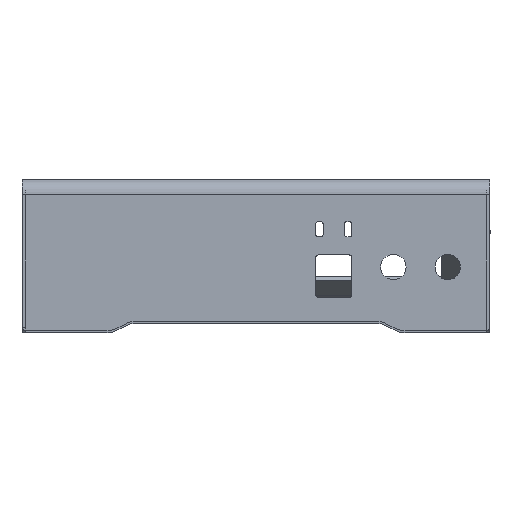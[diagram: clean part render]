
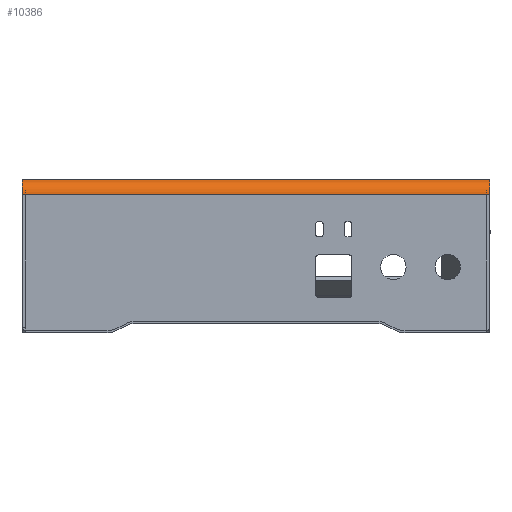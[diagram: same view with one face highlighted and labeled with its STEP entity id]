
A CAD part, top view. The second image highlights one B-rep face of the part: STEP entity #10386.
In plain terms, the highlighted cylindrical face has radius 5 mm (diameter 10 mm), a partial arc.
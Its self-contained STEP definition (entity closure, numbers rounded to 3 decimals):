
#89 = VERTEX_POINT ( 'NONE', #4886 ) ;
#1315 = EDGE_CURVE ( 'NONE', #8890, #3214, #10981, .T. ) ;
#2039 = AXIS2_PLACEMENT_3D ( 'NONE', #2990, #6065, #5982 ) ;
#2256 = CARTESIAN_POINT ( 'NONE',  ( -155., 50., -5. ) ) ;
#2581 = ORIENTED_EDGE ( 'NONE', *, *, #8030, .F. ) ;
#2673 = CIRCLE ( 'NONE', #6980, 5. ) ;
#2990 = CARTESIAN_POINT ( 'NONE',  ( 0., 45., -5. ) ) ;
#3214 = VERTEX_POINT ( 'NONE', #9383 ) ;
#3537 = ORIENTED_EDGE ( 'NONE', *, *, #1315, .T. ) ;
#4209 = CIRCLE ( 'NONE', #2039, 5. ) ;
#4610 = CARTESIAN_POINT ( 'NONE',  ( -155., 45., 0. ) ) ;
#4813 = DIRECTION ( 'NONE',  ( 1., 0., 0. ) ) ;
#4886 = CARTESIAN_POINT ( 'NONE',  ( -155., 50., -5. ) ) ;
#5062 = EDGE_CURVE ( 'NONE', #89, #8890, #2673, .T. ) ;
#5242 = CARTESIAN_POINT ( 'NONE',  ( -155., 45., -5. ) ) ;
#5406 = DIRECTION ( 'NONE',  ( 1., 0., 0. ) ) ;
#5815 = FACE_OUTER_BOUND ( 'NONE', #8214, .T. ) ;
#5982 = DIRECTION ( 'NONE',  ( 0., 0., 1. ) ) ;
#6065 = DIRECTION ( 'NONE',  ( 1., 0., 0. ) ) ;
#6535 = ORIENTED_EDGE ( 'NONE', *, *, #5062, .T. ) ;
#6662 = CARTESIAN_POINT ( 'NONE',  ( -155., 45., -5. ) ) ;
#6980 = AXIS2_PLACEMENT_3D ( 'NONE', #6662, #9742, #8701 ) ;
#7075 = ORIENTED_EDGE ( 'NONE', *, *, #10325, .F. ) ;
#7688 = CARTESIAN_POINT ( 'NONE',  ( 0., 50., -5. ) ) ;
#8030 = EDGE_CURVE ( 'NONE', #10601, #3214, #4209, .T. ) ;
#8073 = DIRECTION ( 'NONE',  ( 0., 0., -1. ) ) ;
#8214 = EDGE_LOOP ( 'NONE', ( #2581, #7075, #6535, #3537 ) ) ;
#8511 = LINE ( 'NONE', #2256, #9124 ) ;
#8701 = DIRECTION ( 'NONE',  ( 0., 0., 1. ) ) ;
#8890 = VERTEX_POINT ( 'NONE', #4610 ) ;
#9124 = VECTOR ( 'NONE', #10966, 1000. ) ;
#9383 = CARTESIAN_POINT ( 'NONE',  ( 0., 45., 0. ) ) ;
#9547 = CYLINDRICAL_SURFACE ( 'NONE', #11573, 5. ) ;
#9742 = DIRECTION ( 'NONE',  ( 1., 0., 0. ) ) ;
#10325 = EDGE_CURVE ( 'NONE', #89, #10601, #8511, .T. ) ;
#10386 = ADVANCED_FACE ( 'NONE', ( #5815 ), #9547, .T. ) ;
#10601 = VERTEX_POINT ( 'NONE', #7688 ) ;
#10827 = VECTOR ( 'NONE', #4813, 1000. ) ;
#10966 = DIRECTION ( 'NONE',  ( 1., 0., 0. ) ) ;
#10981 = LINE ( 'NONE', #12337, #10827 ) ;
#11573 = AXIS2_PLACEMENT_3D ( 'NONE', #5242, #5406, #8073 ) ;
#12337 = CARTESIAN_POINT ( 'NONE',  ( -155., 45., 0. ) ) ;
